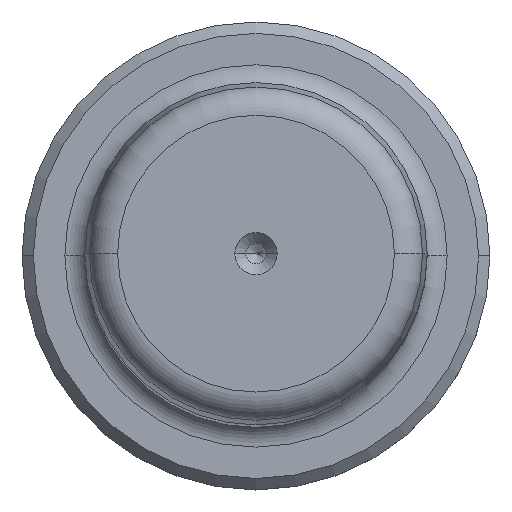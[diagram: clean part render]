
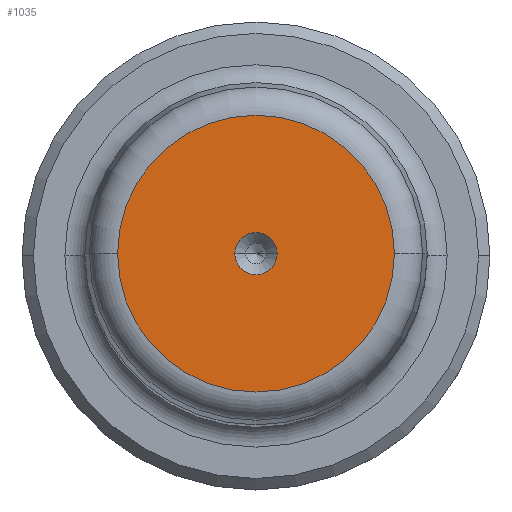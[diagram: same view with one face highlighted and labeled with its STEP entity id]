
A CAD part, top view. The second image highlights one B-rep face of the part: STEP entity #1035.
In plain terms, the highlighted planar face has unit normal (0, 0, 1).
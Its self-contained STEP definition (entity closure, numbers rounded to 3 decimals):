
#17 = ORIENTED_EDGE ( 'NONE', *, *, #235, .F. ) ;
#29 = ORIENTED_EDGE ( 'NONE', *, *, #2313, .T. ) ;
#62 = PLANE ( 'NONE',  #1277 ) ;
#101 = DIRECTION ( 'NONE',  ( 1., 0., 0. ) ) ;
#235 = EDGE_CURVE ( 'NONE', #1147, #1662, #1797, .T. ) ;
#252 = DIRECTION ( 'NONE',  ( 0., 0., 1. ) ) ;
#271 = FACE_OUTER_BOUND ( 'NONE', #728, .T. ) ;
#367 = EDGE_CURVE ( 'NONE', #1662, #1147, #587, .T. ) ;
#510 = CARTESIAN_POINT ( 'NONE',  ( -1.85, 0., 150. ) ) ;
#532 = ORIENTED_EDGE ( 'NONE', *, *, #367, .F. ) ;
#564 = CARTESIAN_POINT ( 'NONE',  ( 1.85, 0., 150. ) ) ;
#587 = CIRCLE ( 'NONE', #765, 1.85 ) ;
#634 = CARTESIAN_POINT ( 'NONE',  ( 0., 0., 150. ) ) ;
#692 = CARTESIAN_POINT ( 'NONE',  ( 0., 0., 150. ) ) ;
#728 = EDGE_LOOP ( 'NONE', ( #29, #1985 ) ) ;
#765 = AXIS2_PLACEMENT_3D ( 'NONE', #1986, #906, #2175 ) ;
#791 = CARTESIAN_POINT ( 'NONE',  ( 0., 0., 150. ) ) ;
#817 = DIRECTION ( 'NONE',  ( 1., 0., 0. ) ) ;
#869 = DIRECTION ( 'NONE',  ( 1., 0., 0. ) ) ;
#906 = DIRECTION ( 'NONE',  ( 0., 0., 1. ) ) ;
#1035 = ADVANCED_FACE ( 'NONE', ( #1248, #271 ), #62, .T. ) ;
#1038 = AXIS2_PLACEMENT_3D ( 'NONE', #692, #1947, #869 ) ;
#1105 = AXIS2_PLACEMENT_3D ( 'NONE', #634, #1889, #817 ) ;
#1147 = VERTEX_POINT ( 'NONE', #510 ) ;
#1193 = DIRECTION ( 'NONE',  ( 0., 0., 1. ) ) ;
#1248 = FACE_BOUND ( 'NONE', #1520, .T. ) ;
#1277 = AXIS2_PLACEMENT_3D ( 'NONE', #791, #252, #1522 ) ;
#1334 = EDGE_CURVE ( 'NONE', #1468, #1359, #1798, .T. ) ;
#1359 = VERTEX_POINT ( 'NONE', #2248 ) ;
#1468 = VERTEX_POINT ( 'NONE', #2122 ) ;
#1520 = EDGE_LOOP ( 'NONE', ( #532, #17 ) ) ;
#1522 = DIRECTION ( 'NONE',  ( 1., 0., 0. ) ) ;
#1547 = CIRCLE ( 'NONE', #1038, 12.124 ) ;
#1659 = AXIS2_PLACEMENT_3D ( 'NONE', #2267, #1193, #101 ) ;
#1662 = VERTEX_POINT ( 'NONE', #564 ) ;
#1797 = CIRCLE ( 'NONE', #1659, 1.85 ) ;
#1798 = CIRCLE ( 'NONE', #1105, 12.124 ) ;
#1889 = DIRECTION ( 'NONE',  ( 0., 0., 1. ) ) ;
#1947 = DIRECTION ( 'NONE',  ( 0., 0., 1. ) ) ;
#1985 = ORIENTED_EDGE ( 'NONE', *, *, #1334, .T. ) ;
#1986 = CARTESIAN_POINT ( 'NONE',  ( 0., 0., 150. ) ) ;
#2122 = CARTESIAN_POINT ( 'NONE',  ( -12.124, 0., 150. ) ) ;
#2175 = DIRECTION ( 'NONE',  ( 1., 0., 0. ) ) ;
#2248 = CARTESIAN_POINT ( 'NONE',  ( 12.124, 0., 150. ) ) ;
#2267 = CARTESIAN_POINT ( 'NONE',  ( 0., 0., 150. ) ) ;
#2313 = EDGE_CURVE ( 'NONE', #1359, #1468, #1547, .T. ) ;
